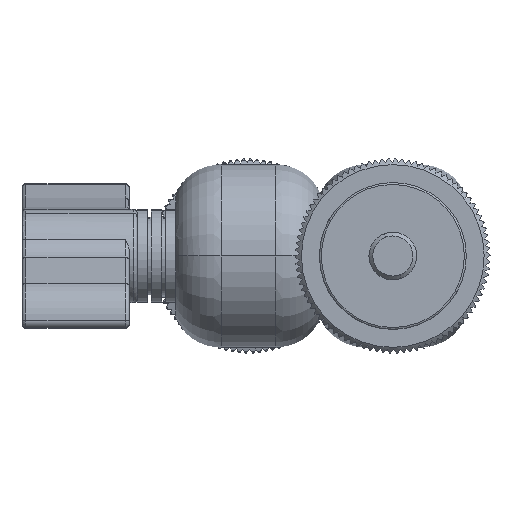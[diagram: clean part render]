
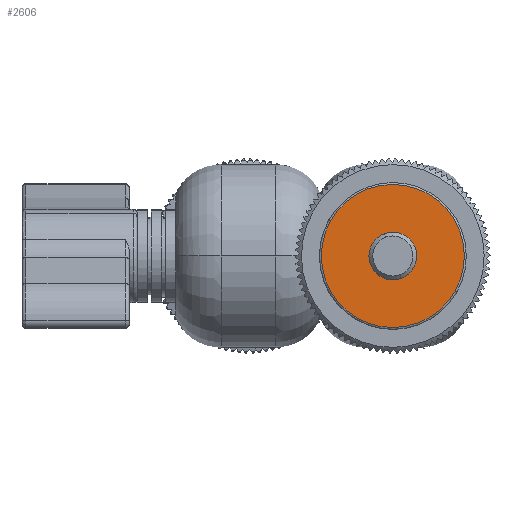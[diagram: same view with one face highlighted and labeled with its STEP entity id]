
A CAD part, front view. The second image highlights one B-rep face of the part: STEP entity #2606.
In plain terms, the highlighted planar face has unit normal (0, -1, 0).
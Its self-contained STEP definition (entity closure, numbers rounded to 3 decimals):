
#1286 = DIRECTION ( 'NONE',  ( 0., -1., 0. ) ) ;
#1986 = EDGE_CURVE ( 'NONE', #13633, #10087, #28840, .T. ) ;
#2463 = VERTEX_POINT ( 'NONE', #21431 ) ;
#2606 = ADVANCED_FACE ( 'NONE', ( #21340, #26655 ), #22742, .F. ) ;
#3060 = EDGE_CURVE ( 'NONE', #2463, #14091, #18096, .T. ) ;
#4218 = DIRECTION ( 'NONE',  ( 0., -1., 0. ) ) ;
#4297 = CARTESIAN_POINT ( 'NONE',  ( 0., 0., 9.2 ) ) ;
#4402 = EDGE_CURVE ( 'NONE', #10087, #13633, #11268, .T. ) ;
#4530 = ORIENTED_EDGE ( 'NONE', *, *, #4402, .T. ) ;
#4936 = ORIENTED_EDGE ( 'NONE', *, *, #3060, .T. ) ;
#5513 = ORIENTED_EDGE ( 'NONE', *, *, #1986, .T. ) ;
#6819 = DIRECTION ( 'NONE',  ( 0., 1., 0. ) ) ;
#7079 = DIRECTION ( 'NONE',  ( 0., 1., 0. ) ) ;
#8654 = EDGE_CURVE ( 'NONE', #14091, #2463, #20716, .T. ) ;
#9385 = CARTESIAN_POINT ( 'NONE',  ( 0., 0., -9.2 ) ) ;
#10087 = VERTEX_POINT ( 'NONE', #4297 ) ;
#11268 = CIRCLE ( 'NONE', #15592, 9.2 ) ;
#11762 = CARTESIAN_POINT ( 'NONE',  ( 0., 0., 0. ) ) ;
#13633 = VERTEX_POINT ( 'NONE', #9385 ) ;
#13878 = AXIS2_PLACEMENT_3D ( 'NONE', #20703, #7079, #22982 ) ;
#14050 = DIRECTION ( 'NONE',  ( 0., 0., 1. ) ) ;
#14057 = CARTESIAN_POINT ( 'NONE',  ( 0., 0., 0. ) ) ;
#14091 = VERTEX_POINT ( 'NONE', #24420 ) ;
#14611 = AXIS2_PLACEMENT_3D ( 'NONE', #14955, #1286, #26387 ) ;
#14833 = EDGE_LOOP ( 'NONE', ( #4530, #5513 ) ) ;
#14955 = CARTESIAN_POINT ( 'NONE',  ( 0., 0., 0. ) ) ;
#15592 = AXIS2_PLACEMENT_3D ( 'NONE', #17850, #4218, #20154 ) ;
#17850 = CARTESIAN_POINT ( 'NONE',  ( 0., 0., 0. ) ) ;
#18036 = AXIS2_PLACEMENT_3D ( 'NONE', #11762, #27695, #14050 ) ;
#18096 = CIRCLE ( 'NONE', #13878, 3.053 ) ;
#20154 = DIRECTION ( 'NONE',  ( 0., 0., 1. ) ) ;
#20703 = CARTESIAN_POINT ( 'NONE',  ( 0., 0., 0. ) ) ;
#20716 = CIRCLE ( 'NONE', #18036, 3.053 ) ;
#20831 = DIRECTION ( 'NONE',  ( 0., 0., 1. ) ) ;
#21340 = FACE_OUTER_BOUND ( 'NONE', #14833, .T. ) ;
#21431 = CARTESIAN_POINT ( 'NONE',  ( 0., 0., -3.053 ) ) ;
#22742 = PLANE ( 'NONE',  #28717 ) ;
#22982 = DIRECTION ( 'NONE',  ( 0., 0., 1. ) ) ;
#24420 = CARTESIAN_POINT ( 'NONE',  ( 0., 0., 3.053 ) ) ;
#25459 = EDGE_LOOP ( 'NONE', ( #4936, #26265 ) ) ;
#26265 = ORIENTED_EDGE ( 'NONE', *, *, #8654, .T. ) ;
#26387 = DIRECTION ( 'NONE',  ( 0., 0., 1. ) ) ;
#26655 = FACE_BOUND ( 'NONE', #25459, .T. ) ;
#27695 = DIRECTION ( 'NONE',  ( 0., 1., 0. ) ) ;
#28717 = AXIS2_PLACEMENT_3D ( 'NONE', #14057, #6819, #20831 ) ;
#28840 = CIRCLE ( 'NONE', #14611, 9.2 ) ;
